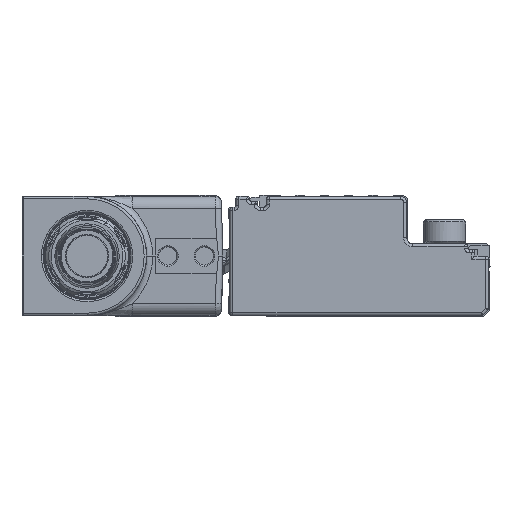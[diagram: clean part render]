
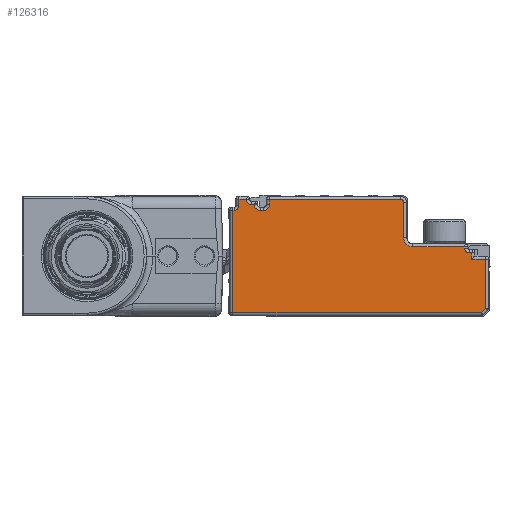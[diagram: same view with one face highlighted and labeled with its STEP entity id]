
A CAD part, left-side view. The second image highlights one B-rep face of the part: STEP entity #126316.
In plain terms, the highlighted planar face has unit normal (-1, 0, 0).
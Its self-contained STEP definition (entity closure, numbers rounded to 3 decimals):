
#124150=AXIS2_PLACEMENT_3D('Circle Axis2P3D',#124148,#124149,$) ;
#124221=AXIS2_PLACEMENT_3D('Circle Axis2P3D',#124219,#124220,$) ;
#124325=AXIS2_PLACEMENT_3D('Circle Axis2P3D',#124323,#124324,$) ;
#126210=AXIS2_PLACEMENT_3D('Plane Axis2P3D',#126207,#126208,#126209) ;
#126221=AXIS2_PLACEMENT_3D('Circle Axis2P3D',#126219,#126220,$) ;
#126242=AXIS2_PLACEMENT_3D('Circle Axis2P3D',#126240,#126241,$) ;
#126256=AXIS2_PLACEMENT_3D('Circle Axis2P3D',#126254,#126255,$) ;
#126275=AXIS2_PLACEMENT_3D('Circle Axis2P3D',#126273,#126274,$) ;
#123778=CARTESIAN_POINT('Vertex',(-328.,42.3,-7.3)) ;
#123801=CARTESIAN_POINT('Vertex',(-328.,1.407,-7.3)) ;
#123804=CARTESIAN_POINT('Line Origine',(-328.,23.168,-7.3)) ;
#123841=CARTESIAN_POINT('Vertex',(-328.,0.7,-6.593)) ;
#123844=CARTESIAN_POINT('Line Origine',(-328.,-1.246,-4.646)) ;
#124090=CARTESIAN_POINT('Line Origine',(-328.,21.5,11.3)) ;
#124094=CARTESIAN_POINT('Vertex',(-328.,40.1,11.3)) ;
#124096=CARTESIAN_POINT('Vertex',(-328.,41.3,11.3)) ;
#124148=CARTESIAN_POINT('Axis2P3D Location',(-328.,39.3,11.3)) ;
#124152=CARTESIAN_POINT('Vertex',(-328.,39.3,10.5)) ;
#124185=CARTESIAN_POINT('Vertex',(-328.,14.2,10.8)) ;
#124188=CARTESIAN_POINT('Line Origine',(-328.,14.2,2.)) ;
#124192=CARTESIAN_POINT('Vertex',(-328.,14.2,5.)) ;
#124219=CARTESIAN_POINT('Axis2P3D Location',(-328.,12.7,5.)) ;
#124223=CARTESIAN_POINT('Vertex',(-328.,12.7,3.5)) ;
#124251=CARTESIAN_POINT('Vertex',(-328.,4.2,3.5)) ;
#124259=CARTESIAN_POINT('Line Origine',(-328.,21.5,3.5)) ;
#124285=CARTESIAN_POINT('Line Origine',(-328.,4.2,2.)) ;
#124289=CARTESIAN_POINT('Vertex',(-328.,4.2,3.3)) ;
#124323=CARTESIAN_POINT('Axis2P3D Location',(-328.,3.4,3.3)) ;
#124327=CARTESIAN_POINT('Vertex',(-328.,3.4,2.5)) ;
#124355=CARTESIAN_POINT('Vertex',(-328.,3.,2.5)) ;
#124363=CARTESIAN_POINT('Line Origine',(-328.,21.5,2.5)) ;
#126164=CARTESIAN_POINT('Line Origine',(-328.,42.3,2.)) ;
#126168=CARTESIAN_POINT('Vertex',(-328.,42.3,9.5)) ;
#126192=CARTESIAN_POINT('Vertex',(-328.,0.7,1.5)) ;
#126195=CARTESIAN_POINT('Line Origine',(-328.,0.7,2.)) ;
#126207=CARTESIAN_POINT('Axis2P3D Location',(-328.,0.2,-7.8)) ;
#126212=CARTESIAN_POINT('Line Origine',(-328.,3.,2.)) ;
#126216=CARTESIAN_POINT('Vertex',(-328.,3.,1.5)) ;
#126219=CARTESIAN_POINT('Axis2P3D Location',(-328.,14.7,10.8)) ;
#126223=CARTESIAN_POINT('Vertex',(-328.,14.7,11.3)) ;
#126226=CARTESIAN_POINT('Line Origine',(-328.,25.5,11.3)) ;
#126230=CARTESIAN_POINT('Vertex',(-328.,36.3,11.3)) ;
#126233=CARTESIAN_POINT('Line Origine',(-328.,36.3,10.9)) ;
#126237=CARTESIAN_POINT('Vertex',(-328.,36.3,10.5)) ;
#126240=CARTESIAN_POINT('Axis2P3D Location',(-328.,37.3,10.5)) ;
#126244=CARTESIAN_POINT('Vertex',(-328.,37.3,9.5)) ;
#126247=CARTESIAN_POINT('Line Origine',(-328.,37.55,9.5)) ;
#126251=CARTESIAN_POINT('Vertex',(-328.,37.8,9.5)) ;
#126254=CARTESIAN_POINT('Axis2P3D Location',(-328.,37.8,10.5)) ;
#126258=CARTESIAN_POINT('Vertex',(-328.,38.8,10.5)) ;
#126261=CARTESIAN_POINT('Line Origine',(-328.,39.05,10.5)) ;
#126266=CARTESIAN_POINT('Line Origine',(-328.,41.3,10.8)) ;
#126270=CARTESIAN_POINT('Vertex',(-328.,41.3,10.3)) ;
#126273=CARTESIAN_POINT('Axis2P3D Location',(-328.,42.1,10.3)) ;
#126277=CARTESIAN_POINT('Vertex',(-328.,42.1,9.5)) ;
#126280=CARTESIAN_POINT('Line Origine',(-328.,42.2,9.5)) ;
#126285=CARTESIAN_POINT('Line Origine',(-328.,1.85,1.5)) ;
#123805=DIRECTION('Vector Direction',(0.,1.,0.)) ;
#123845=DIRECTION('Vector Direction',(0.,0.707,-0.707)) ;
#124091=DIRECTION('Vector Direction',(0.,-1.,0.)) ;
#124149=DIRECTION('Axis2P3D Direction',(1.,0.,0.)) ;
#124189=DIRECTION('Vector Direction',(0.,0.,-1.)) ;
#124220=DIRECTION('Axis2P3D Direction',(1.,0.,0.)) ;
#124260=DIRECTION('Vector Direction',(0.,-1.,0.)) ;
#124286=DIRECTION('Vector Direction',(0.,0.,1.)) ;
#124324=DIRECTION('Axis2P3D Direction',(1.,0.,0.)) ;
#124364=DIRECTION('Vector Direction',(0.,-1.,0.)) ;
#126165=DIRECTION('Vector Direction',(0.,0.,1.)) ;
#126196=DIRECTION('Vector Direction',(0.,0.,-1.)) ;
#126208=DIRECTION('Axis2P3D Direction',(-1.,0.,0.)) ;
#126209=DIRECTION('Axis2P3D XDirection',(0.,0.,1.)) ;
#126213=DIRECTION('Vector Direction',(0.,0.,1.)) ;
#126220=DIRECTION('Axis2P3D Direction',(-1.,0.,0.)) ;
#126227=DIRECTION('Vector Direction',(0.,1.,0.)) ;
#126234=DIRECTION('Vector Direction',(0.,0.,-1.)) ;
#126241=DIRECTION('Axis2P3D Direction',(-1.,0.,0.)) ;
#126248=DIRECTION('Vector Direction',(0.,1.,0.)) ;
#126255=DIRECTION('Axis2P3D Direction',(-1.,0.,0.)) ;
#126262=DIRECTION('Vector Direction',(0.,-1.,0.)) ;
#126267=DIRECTION('Vector Direction',(0.,0.,-1.)) ;
#126274=DIRECTION('Axis2P3D Direction',(-1.,0.,0.)) ;
#126281=DIRECTION('Vector Direction',(0.,1.,0.)) ;
#126286=DIRECTION('Vector Direction',(0.,1.,0.)) ;
#123806=VECTOR('Line Direction',#123805,1.) ;
#123846=VECTOR('Line Direction',#123845,1.) ;
#124092=VECTOR('Line Direction',#124091,1.) ;
#124190=VECTOR('Line Direction',#124189,1.) ;
#124261=VECTOR('Line Direction',#124260,1.) ;
#124287=VECTOR('Line Direction',#124286,1.) ;
#124365=VECTOR('Line Direction',#124364,1.) ;
#126166=VECTOR('Line Direction',#126165,1.) ;
#126197=VECTOR('Line Direction',#126196,1.) ;
#126214=VECTOR('Line Direction',#126213,1.) ;
#126228=VECTOR('Line Direction',#126227,1.) ;
#126235=VECTOR('Line Direction',#126234,1.) ;
#126249=VECTOR('Line Direction',#126248,1.) ;
#126263=VECTOR('Line Direction',#126262,1.) ;
#126268=VECTOR('Line Direction',#126267,1.) ;
#126282=VECTOR('Line Direction',#126281,1.) ;
#126287=VECTOR('Line Direction',#126286,1.) ;
#126291=ORIENTED_EDGE('',*,*,#126218,.T.) ;
#126292=ORIENTED_EDGE('',*,*,#124367,.T.) ;
#126293=ORIENTED_EDGE('',*,*,#124329,.T.) ;
#126294=ORIENTED_EDGE('',*,*,#124291,.T.) ;
#126295=ORIENTED_EDGE('',*,*,#124263,.T.) ;
#126296=ORIENTED_EDGE('',*,*,#124225,.T.) ;
#126297=ORIENTED_EDGE('',*,*,#124194,.T.) ;
#126298=ORIENTED_EDGE('',*,*,#126225,.T.) ;
#126299=ORIENTED_EDGE('',*,*,#126232,.T.) ;
#126300=ORIENTED_EDGE('',*,*,#126239,.T.) ;
#126301=ORIENTED_EDGE('',*,*,#126246,.T.) ;
#126302=ORIENTED_EDGE('',*,*,#126253,.T.) ;
#126303=ORIENTED_EDGE('',*,*,#126260,.T.) ;
#126304=ORIENTED_EDGE('',*,*,#126265,.T.) ;
#126305=ORIENTED_EDGE('',*,*,#124154,.T.) ;
#126306=ORIENTED_EDGE('',*,*,#124098,.T.) ;
#126307=ORIENTED_EDGE('',*,*,#126272,.T.) ;
#126308=ORIENTED_EDGE('',*,*,#126279,.T.) ;
#126309=ORIENTED_EDGE('',*,*,#126284,.T.) ;
#126310=ORIENTED_EDGE('',*,*,#126170,.T.) ;
#126311=ORIENTED_EDGE('',*,*,#123808,.T.) ;
#126312=ORIENTED_EDGE('',*,*,#123848,.T.) ;
#126313=ORIENTED_EDGE('',*,*,#126199,.T.) ;
#126314=ORIENTED_EDGE('',*,*,#126289,.T.) ;
#126316=ADVANCED_FACE('Brep With Voids',(#126315),#126211,.T.) ;
#124151=CIRCLE('generated circle',#124150,0.8) ;
#124222=CIRCLE('generated circle',#124221,1.5) ;
#124326=CIRCLE('generated circle',#124325,0.8) ;
#126222=CIRCLE('generated circle',#126221,0.5) ;
#126243=CIRCLE('generated circle',#126242,1.) ;
#126257=CIRCLE('generated circle',#126256,1.) ;
#126276=CIRCLE('generated circle',#126275,0.8) ;
#123808=EDGE_CURVE('',#123779,#123802,#123807,.F.) ;
#123848=EDGE_CURVE('',#123802,#123842,#123847,.F.) ;
#124098=EDGE_CURVE('',#124095,#124097,#124093,.F.) ;
#124154=EDGE_CURVE('',#124153,#124095,#124151,.T.) ;
#124194=EDGE_CURVE('',#124193,#124186,#124191,.F.) ;
#124225=EDGE_CURVE('',#124224,#124193,#124222,.T.) ;
#124263=EDGE_CURVE('',#124252,#124224,#124262,.F.) ;
#124291=EDGE_CURVE('',#124290,#124252,#124288,.T.) ;
#124329=EDGE_CURVE('',#124328,#124290,#124326,.T.) ;
#124367=EDGE_CURVE('',#124356,#124328,#124366,.F.) ;
#126170=EDGE_CURVE('',#126169,#123779,#126167,.F.) ;
#126199=EDGE_CURVE('',#123842,#126193,#126198,.F.) ;
#126218=EDGE_CURVE('',#126217,#124356,#126215,.T.) ;
#126225=EDGE_CURVE('',#124186,#126224,#126222,.T.) ;
#126232=EDGE_CURVE('',#126224,#126231,#126229,.T.) ;
#126239=EDGE_CURVE('',#126231,#126238,#126236,.T.) ;
#126246=EDGE_CURVE('',#126238,#126245,#126243,.F.) ;
#126253=EDGE_CURVE('',#126245,#126252,#126250,.T.) ;
#126260=EDGE_CURVE('',#126252,#126259,#126257,.F.) ;
#126265=EDGE_CURVE('',#126259,#124153,#126264,.F.) ;
#126272=EDGE_CURVE('',#124097,#126271,#126269,.T.) ;
#126279=EDGE_CURVE('',#126271,#126278,#126276,.F.) ;
#126284=EDGE_CURVE('',#126278,#126169,#126283,.T.) ;
#126289=EDGE_CURVE('',#126193,#126217,#126288,.T.) ;
#126290=EDGE_LOOP('',(#126291,#126292,#126293,#126294,#126295,#126296,#126297,#126298,#126299,#126300,#126301,#126302,#126303,#126304,#126305,#126306,#126307,#126308,#126309,#126310,#126311,#126312,#126313,#126314)) ;
#126315=FACE_OUTER_BOUND('',#126290,.T.) ;
#123807=LINE('Line',#123804,#123806) ;
#123847=LINE('Line',#123844,#123846) ;
#124093=LINE('Line',#124090,#124092) ;
#124191=LINE('Line',#124188,#124190) ;
#124262=LINE('Line',#124259,#124261) ;
#124288=LINE('Line',#124285,#124287) ;
#124366=LINE('Line',#124363,#124365) ;
#126167=LINE('Line',#126164,#126166) ;
#126198=LINE('Line',#126195,#126197) ;
#126215=LINE('Line',#126212,#126214) ;
#126229=LINE('Line',#126226,#126228) ;
#126236=LINE('Line',#126233,#126235) ;
#126250=LINE('Line',#126247,#126249) ;
#126264=LINE('Line',#126261,#126263) ;
#126269=LINE('Line',#126266,#126268) ;
#126283=LINE('Line',#126280,#126282) ;
#126288=LINE('Line',#126285,#126287) ;
#126211=PLANE('',#126210) ;
#123779=VERTEX_POINT('',#123778) ;
#123802=VERTEX_POINT('',#123801) ;
#123842=VERTEX_POINT('',#123841) ;
#124095=VERTEX_POINT('',#124094) ;
#124097=VERTEX_POINT('',#124096) ;
#124153=VERTEX_POINT('',#124152) ;
#124186=VERTEX_POINT('',#124185) ;
#124193=VERTEX_POINT('',#124192) ;
#124224=VERTEX_POINT('',#124223) ;
#124252=VERTEX_POINT('',#124251) ;
#124290=VERTEX_POINT('',#124289) ;
#124328=VERTEX_POINT('',#124327) ;
#124356=VERTEX_POINT('',#124355) ;
#126169=VERTEX_POINT('',#126168) ;
#126193=VERTEX_POINT('',#126192) ;
#126217=VERTEX_POINT('',#126216) ;
#126224=VERTEX_POINT('',#126223) ;
#126231=VERTEX_POINT('',#126230) ;
#126238=VERTEX_POINT('',#126237) ;
#126245=VERTEX_POINT('',#126244) ;
#126252=VERTEX_POINT('',#126251) ;
#126259=VERTEX_POINT('',#126258) ;
#126271=VERTEX_POINT('',#126270) ;
#126278=VERTEX_POINT('',#126277) ;
